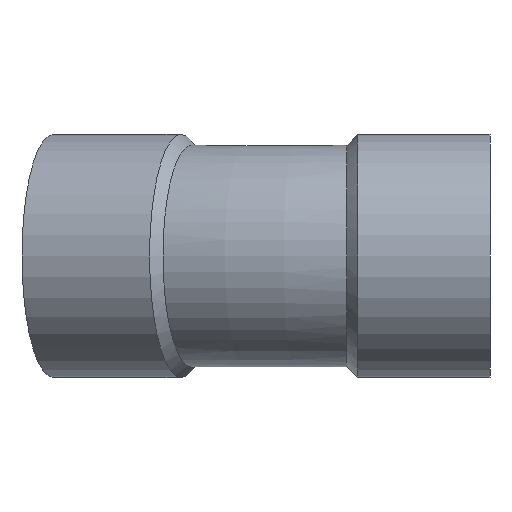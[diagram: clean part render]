
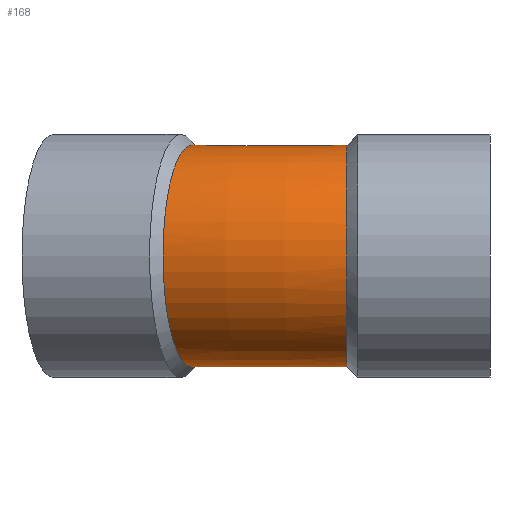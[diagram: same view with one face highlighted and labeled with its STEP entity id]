
A CAD part, left-side view. The second image highlights one B-rep face of the part: STEP entity #168.
In plain terms, the highlighted toroidal (fillet/blend) face has major radius 972.256 mm and minor radius 157.5 mm.
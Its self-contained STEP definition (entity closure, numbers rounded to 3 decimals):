
#27=TOROIDAL_SURFACE('',#201,972.257,157.5);
#30=FACE_OUTER_BOUND('',#42,.T.);
#42=EDGE_LOOP('',(#126,#127,#128,#129,#130,#131));
#57=B_SPLINE_CURVE_WITH_KNOTS('',3,(#286,#287,#288,#289,#290,#291,#292,
#293,#294,#295,#296,#297,#298,#299,#300,#301,#302,#303,#304,#305),
 .UNSPECIFIED.,.F.,.F.,(4,2,2,2,2,2,2,2,2,4),(-99.263,-95.779,
-92.296,-86.14,-79.982,-73.825,
-67.671,-61.522,-55.375,-49.638),
 .UNSPECIFIED.);
#58=B_SPLINE_CURVE_WITH_KNOTS('',3,(#306,#307,#308,#309,#310,#311,#312,
#313,#314,#315,#316,#317,#318,#319,#320,#321,#322,#323,#324,#325),
 .UNSPECIFIED.,.F.,.F.,(4,2,2,2,2,2,2,2,2,4),(-49.638,-49.225,
-43.068,-36.909,-30.753,-24.601,
-18.451,-12.302,-6.152,0.),.UNSPECIFIED.);
#59=B_SPLINE_CURVE_WITH_KNOTS('',3,(#330,#331,#332,#333,#334,#335,#336,
#337,#338,#339,#340,#341,#342,#343,#344,#345,#346,#347,#348,#349),
 .UNSPECIFIED.,.F.,.F.,(4,2,2,2,2,2,2,2,2,4),(-49.634,-48.749,
-42.496,-36.252,-30.004,-23.957,
-18.017,-12.096,-6.113,0.),.UNSPECIFIED.);
#60=B_SPLINE_CURVE_WITH_KNOTS('',3,(#350,#351,#352,#353,#354,#355,#356,
#357,#358,#359,#360,#361,#362,#363,#364,#365,#366,#367,#368,#369),
 .UNSPECIFIED.,.F.,.F.,(4,2,2,2,2,2,2,2,2,4),(-99.258,-95.322,
-91.487,-85.234,-78.982,-72.678,
-66.567,-60.669,-54.854,-49.634),
 .UNSPECIFIED.);
#74=CIRCLE('',#202,814.757);
#86=VERTEX_POINT('',#283);
#87=VERTEX_POINT('',#285);
#88=VERTEX_POINT('',#327);
#89=VERTEX_POINT('',#329);
#101=EDGE_CURVE('',#87,#86,#57,.T.);
#102=EDGE_CURVE('',#86,#87,#58,.T.);
#103=EDGE_CURVE('',#86,#88,#74,.T.);
#104=EDGE_CURVE('',#88,#89,#59,.T.);
#105=EDGE_CURVE('',#89,#88,#60,.T.);
#126=ORIENTED_EDGE('',*,*,#101,.T.);
#127=ORIENTED_EDGE('',*,*,#103,.T.);
#128=ORIENTED_EDGE('',*,*,#104,.T.);
#129=ORIENTED_EDGE('',*,*,#105,.T.);
#130=ORIENTED_EDGE('',*,*,#103,.F.);
#131=ORIENTED_EDGE('',*,*,#102,.T.);
#168=ADVANCED_FACE('',(#30),#27,.T.);
#201=AXIS2_PLACEMENT_3D('',#326,#230,#231);
#202=AXIS2_PLACEMENT_3D('',#328,#232,#233);
#230=DIRECTION('center_axis',(0.,0.,-1.));
#231=DIRECTION('ref_axis',(-1.,0.,0.));
#232=DIRECTION('center_axis',(0.,0.,1.));
#233=DIRECTION('ref_axis',(-1.,0.,0.));
#283=CARTESIAN_POINT('',(181.428,384.005,0.));
#285=CARTESIAN_POINT('',(-122.94,465.299,0.));
#286=CARTESIAN_POINT('Ctrl Pts',(-122.94,465.299,0.));
#287=CARTESIAN_POINT('Ctrl Pts',(-122.94,465.299,-11.612));
#288=CARTESIAN_POINT('Ctrl Pts',(-121.699,464.967,-23.189));
#289=CARTESIAN_POINT('Ctrl Pts',(-116.782,463.653,-45.846));
#290=CARTESIAN_POINT('Ctrl Pts',(-113.121,462.674,-56.857));
#291=CARTESIAN_POINT('Ctrl Pts',(-99.847,459.126,-85.9));
#292=CARTESIAN_POINT('Ctrl Pts',(-87.947,455.945,-102.557));
#293=CARTESIAN_POINT('Ctrl Pts',(-58.644,448.114,-130.211));
#294=CARTESIAN_POINT('Ctrl Pts',(-41.52,443.538,-140.943));
#295=CARTESIAN_POINT('Ctrl Pts',(-4.26,433.583,-155.002));
#296=CARTESIAN_POINT('Ctrl Pts',(15.518,428.299,-158.195));
#297=CARTESIAN_POINT('Ctrl Pts',(55.133,417.718,-156.552));
#298=CARTESIAN_POINT('Ctrl Pts',(74.591,412.521,-151.736));
#299=CARTESIAN_POINT('Ctrl Pts',(110.615,402.903,-134.66));
#300=CARTESIAN_POINT('Ctrl Pts',(126.839,398.573,-122.57));
#301=CARTESIAN_POINT('Ctrl Pts',(153.896,391.351,-92.642));
#302=CARTESIAN_POINT('Ctrl Pts',(164.473,388.529,-75.092));
#303=CARTESIAN_POINT('Ctrl Pts',(178.069,384.901,-38.06));
#304=CARTESIAN_POINT('Ctrl Pts',(181.428,384.005,-19.103));
#305=CARTESIAN_POINT('Ctrl Pts',(181.428,384.005,0.));
#306=CARTESIAN_POINT('Ctrl Pts',(181.428,384.005,0.));
#307=CARTESIAN_POINT('Ctrl Pts',(181.428,384.005,1.375));
#308=CARTESIAN_POINT('Ctrl Pts',(181.41,384.01,2.75));
#309=CARTESIAN_POINT('Ctrl Pts',(180.856,384.158,24.641));
#310=CARTESIAN_POINT('Ctrl Pts',(176.467,385.328,44.854));
#311=CARTESIAN_POINT('Ctrl Pts',(160.442,389.604,82.405));
#312=CARTESIAN_POINT('Ctrl Pts',(148.957,392.669,99.382));
#313=CARTESIAN_POINT('Ctrl Pts',(120.348,400.305,127.813));
#314=CARTESIAN_POINT('Ctrl Pts',(103.501,404.803,138.997));
#315=CARTESIAN_POINT('Ctrl Pts',(66.623,414.649,154.044));
#316=CARTESIAN_POINT('Ctrl Pts',(46.948,419.904,157.768));
#317=CARTESIAN_POINT('Ctrl Pts',(7.333,430.485,157.202));
#318=CARTESIAN_POINT('Ctrl Pts',(-12.228,435.711,152.921));
#319=CARTESIAN_POINT('Ctrl Pts',(-48.663,445.447,136.844));
#320=CARTESIAN_POINT('Ctrl Pts',(-65.19,449.863,125.202));
#321=CARTESIAN_POINT('Ctrl Pts',(-93.008,457.298,96.016));
#322=CARTESIAN_POINT('Ctrl Pts',(-104.032,460.245,78.751));
#323=CARTESIAN_POINT('Ctrl Pts',(-119.071,464.264,40.815));
#324=CARTESIAN_POINT('Ctrl Pts',(-122.94,465.299,20.506));
#325=CARTESIAN_POINT('Ctrl Pts',(-122.94,465.299,0.));
#326=CARTESIAN_POINT('Origin',(972.257,188.,0.));
#327=CARTESIAN_POINT('',(157.645,203.355,0.));
#328=CARTESIAN_POINT('Origin',(972.257,188.,0.));
#329=CARTESIAN_POINT('',(-157.392,203.608,0.));
#330=CARTESIAN_POINT('Ctrl Pts',(157.645,203.355,0.));
#331=CARTESIAN_POINT('Ctrl Pts',(157.645,203.355,-2.943));
#332=CARTESIAN_POINT('Ctrl Pts',(157.562,203.355,-5.889));
#333=CARTESIAN_POINT('Ctrl Pts',(156.227,203.357,-29.646));
#334=CARTESIAN_POINT('Ctrl Pts',(150.937,203.363,-50.02));
#335=CARTESIAN_POINT('Ctrl Pts',(132.746,203.381,-87.494));
#336=CARTESIAN_POINT('Ctrl Pts',(120.036,203.394,-104.231));
#337=CARTESIAN_POINT('Ctrl Pts',(88.834,203.424,-131.805));
#338=CARTESIAN_POINT('Ctrl Pts',(70.644,203.441,-142.366));
#339=CARTESIAN_POINT('Ctrl Pts',(31.849,203.475,-155.583));
#340=CARTESIAN_POINT('Ctrl Pts',(11.699,203.491,-158.362));
#341=CARTESIAN_POINT('Ctrl Pts',(-28.198,203.522,-156.193));
#342=CARTESIAN_POINT('Ctrl Pts',(-47.592,203.536,-151.4));
#343=CARTESIAN_POINT('Ctrl Pts',(-83.526,203.561,-134.907));
#344=CARTESIAN_POINT('Ctrl Pts',(-99.758,203.572,-123.375));
#345=CARTESIAN_POINT('Ctrl Pts',(-127.258,203.589,-94.769));
#346=CARTESIAN_POINT('Ctrl Pts',(-138.224,203.596,-77.897));
#347=CARTESIAN_POINT('Ctrl Pts',(-153.438,203.605,-40.559));
#348=CARTESIAN_POINT('Ctrl Pts',(-157.392,203.608,-20.376));
#349=CARTESIAN_POINT('Ctrl Pts',(-157.392,203.608,0.));
#350=CARTESIAN_POINT('Ctrl Pts',(-157.392,203.608,0.));
#351=CARTESIAN_POINT('Ctrl Pts',(-157.392,203.608,13.122));
#352=CARTESIAN_POINT('Ctrl Pts',(-155.752,203.607,26.192));
#353=CARTESIAN_POINT('Ctrl Pts',(-149.353,203.603,51.293));
#354=CARTESIAN_POINT('Ctrl Pts',(-144.699,203.6,63.249));
#355=CARTESIAN_POINT('Ctrl Pts',(-128.79,203.59,92.873));
#356=CARTESIAN_POINT('Ctrl Pts',(-115.381,203.582,109.097));
#357=CARTESIAN_POINT('Ctrl Pts',(-83.029,203.561,135.38));
#358=CARTESIAN_POINT('Ctrl Pts',(-64.406,203.548,145.18));
#359=CARTESIAN_POINT('Ctrl Pts',(-24.258,203.519,157.014));
#360=CARTESIAN_POINT('Ctrl Pts',(-3.113,203.503,158.863));
#361=CARTESIAN_POINT('Ctrl Pts',(38.011,203.469,154.227));
#362=CARTESIAN_POINT('Ctrl Pts',(57.618,203.453,148.041));
#363=CARTESIAN_POINT('Ctrl Pts',(92.767,203.421,128.888));
#364=CARTESIAN_POINT('Ctrl Pts',(108.117,203.406,116.331));
#365=CARTESIAN_POINT('Ctrl Pts',(133.225,203.381,86.432));
#366=CARTESIAN_POINT('Ctrl Pts',(142.843,203.371,69.415));
#367=CARTESIAN_POINT('Ctrl Pts',(154.774,203.358,34.621));
#368=CARTESIAN_POINT('Ctrl Pts',(157.645,203.355,17.359));
#369=CARTESIAN_POINT('Ctrl Pts',(157.645,203.355,0.));
